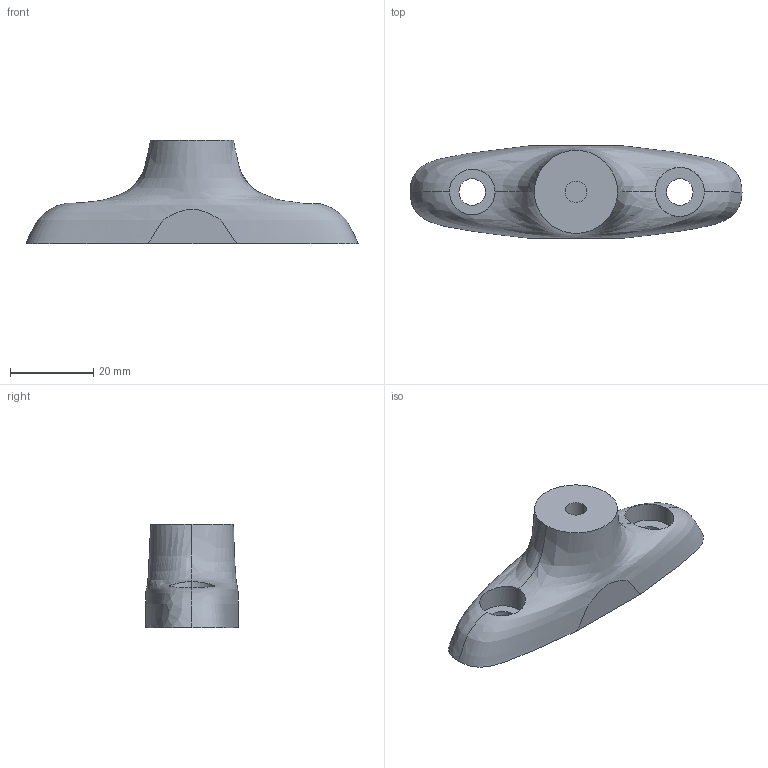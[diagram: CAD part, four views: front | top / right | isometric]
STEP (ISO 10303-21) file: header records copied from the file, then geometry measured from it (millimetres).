
FILE_DESCRIPTION (( 'STEP AP214' ), '1' );
FILE_NAME ('Camera-Table-Mount.STEP', '2023-02-08T18:02:05', ( '' ), ( '' ), 'SwSTEP 2.0', 'SolidWorks 2022', '' );
FILE_SCHEMA (( 'AUTOMOTIVE_DESIGN' ));
Length unit declared in the file: millimetre
Products named in the file (1): Camera-Table-Mount
Bounding box: 80 x 22.3 x 25 mm (x, y, z)
Volume: 18159.2 mm3; surface area: 5792.5 mm2
Topology: 1 solids, 1 shells, 19 faces, 44 edges, 28 vertices
Faces by surface type: cylinder 10, plane 7, bspline 2
Entity records: 4541 total; most frequent: CARTESIAN_POINT 4087, ORIENTED_EDGE 88, DIRECTION 80, EDGE_CURVE 44, AXIS2_PLACEMENT_3D 34, VERTEX_POINT 28, EDGE_LOOP 24, FACE_OUTER_BOUND 19
